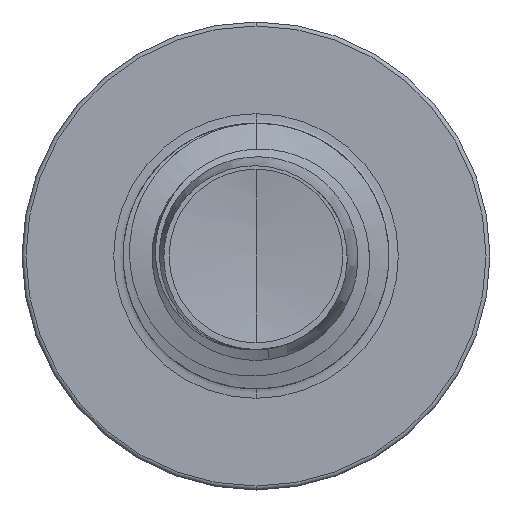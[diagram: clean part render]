
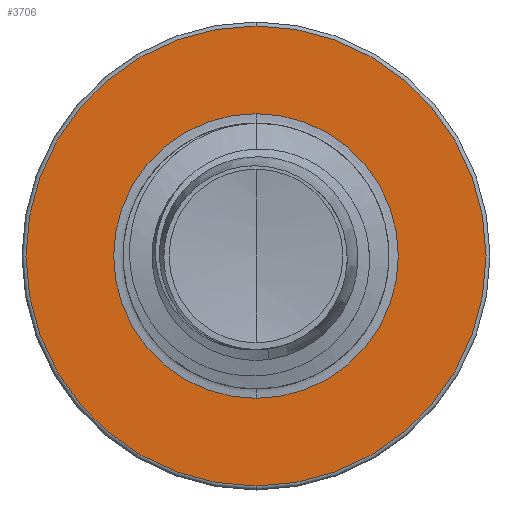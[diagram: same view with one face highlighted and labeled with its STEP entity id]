
A CAD part, front view. The second image highlights one B-rep face of the part: STEP entity #3706.
In plain terms, the highlighted planar face has unit normal (0, -1, 0).
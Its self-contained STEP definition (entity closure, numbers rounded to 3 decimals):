
#80 = AXIS2_PLACEMENT_3D ( 'NONE', #19773, #18219, #8717 ) ;
#1224 = EDGE_CURVE ( 'NONE', #18568, #4919, #4577, .T. ) ;
#1486 = EDGE_CURVE ( 'NONE', #6764, #8972, #4541, .T. ) ;
#2075 = CARTESIAN_POINT ( 'NONE',  ( 0., 9., -2.677 ) ) ;
#2093 = CIRCLE ( 'NONE', #9444, 4.325 ) ;
#3306 = FACE_OUTER_BOUND ( 'NONE', #12051, .T. ) ;
#3451 = FACE_BOUND ( 'NONE', #4966, .T. ) ;
#3706 = ADVANCED_FACE ( 'NONE', ( #3306, #3451 ), #15106, .F. ) ;
#3797 = DIRECTION ( 'NONE',  ( 0., 0., 1. ) ) ;
#3806 = DIRECTION ( 'NONE',  ( 0., 1., 0. ) ) ;
#3831 = CARTESIAN_POINT ( 'NONE',  ( 0., 9., 0. ) ) ;
#4541 = CIRCLE ( 'NONE', #12842, 4.325 ) ;
#4577 = CIRCLE ( 'NONE', #5963, 2.677 ) ;
#4919 = VERTEX_POINT ( 'NONE', #2075 ) ;
#4966 = EDGE_LOOP ( 'NONE', ( #6334, #16939 ) ) ;
#5957 = CARTESIAN_POINT ( 'NONE',  ( 0., 9., 0. ) ) ;
#5963 = AXIS2_PLACEMENT_3D ( 'NONE', #3831, #3806, #3797 ) ;
#6334 = ORIENTED_EDGE ( 'NONE', *, *, #1224, .T. ) ;
#6543 = EDGE_CURVE ( 'NONE', #8972, #6764, #2093, .T. ) ;
#6581 = DIRECTION ( 'NONE',  ( 0., 0., 1. ) ) ;
#6587 = DIRECTION ( 'NONE',  ( 0., 1., 0. ) ) ;
#6764 = VERTEX_POINT ( 'NONE', #20835 ) ;
#7774 = DIRECTION ( 'NONE',  ( 0., 0., 1. ) ) ;
#8157 = DIRECTION ( 'NONE',  ( 0., 1., 0. ) ) ;
#8278 = AXIS2_PLACEMENT_3D ( 'NONE', #17739, #8157, #19327 ) ;
#8344 = CARTESIAN_POINT ( 'NONE',  ( 0., 9., 0. ) ) ;
#8717 = DIRECTION ( 'NONE',  ( 0., 0., 1. ) ) ;
#8972 = VERTEX_POINT ( 'NONE', #17541 ) ;
#9444 = AXIS2_PLACEMENT_3D ( 'NONE', #5957, #17402, #7774 ) ;
#10453 = ORIENTED_EDGE ( 'NONE', *, *, #1486, .F. ) ;
#12051 = EDGE_LOOP ( 'NONE', ( #16530, #10453 ) ) ;
#12842 = AXIS2_PLACEMENT_3D ( 'NONE', #8344, #6587, #6581 ) ;
#15106 = PLANE ( 'NONE',  #80 ) ;
#16530 = ORIENTED_EDGE ( 'NONE', *, *, #6543, .F. ) ;
#16939 = ORIENTED_EDGE ( 'NONE', *, *, #19894, .T. ) ;
#17402 = DIRECTION ( 'NONE',  ( 0., 1., 0. ) ) ;
#17541 = CARTESIAN_POINT ( 'NONE',  ( 0., 9., 4.325 ) ) ;
#17685 = CARTESIAN_POINT ( 'NONE',  ( 0., 9., 2.677 ) ) ;
#17739 = CARTESIAN_POINT ( 'NONE',  ( 0., 9., 0. ) ) ;
#18219 = DIRECTION ( 'NONE',  ( 0., 1., 0. ) ) ;
#18568 = VERTEX_POINT ( 'NONE', #17685 ) ;
#19327 = DIRECTION ( 'NONE',  ( 0., 0., 1. ) ) ;
#19773 = CARTESIAN_POINT ( 'NONE',  ( 0., 9., -2.677 ) ) ;
#19894 = EDGE_CURVE ( 'NONE', #4919, #18568, #21337, .T. ) ;
#20835 = CARTESIAN_POINT ( 'NONE',  ( 0., 9., -4.325 ) ) ;
#21337 = CIRCLE ( 'NONE', #8278, 2.677 ) ;
